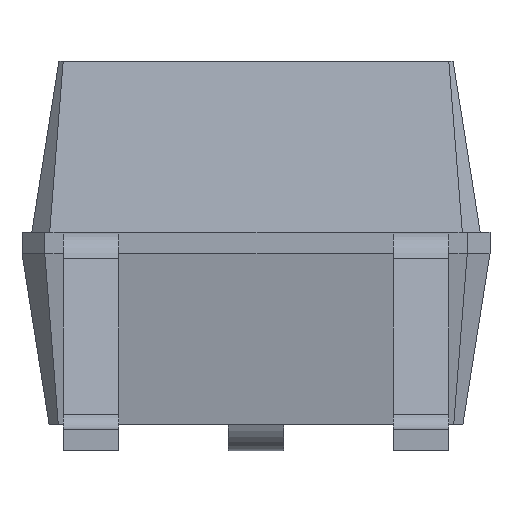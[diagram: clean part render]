
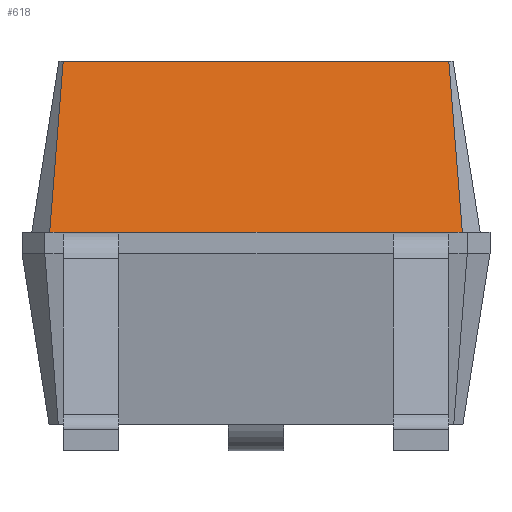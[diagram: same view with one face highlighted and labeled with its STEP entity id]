
A CAD part, left-side view. The second image highlights one B-rep face of the part: STEP entity #618.
In plain terms, the highlighted free-form (B-spline) face has degree [1, 1] with [2, 2] control points.
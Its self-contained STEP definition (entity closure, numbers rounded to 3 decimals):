
#86=VECTOR('',#87,1.);
#87=DIRECTION('',(0.,1.,0.));
#296=VERTEX_POINT('',#297);
#297=CARTESIAN_POINT('',(-2.125,1.588,1.683));
#300=EDGE_CURVE('',#301,#296,#303,.T.);
#301=VERTEX_POINT('',#302);
#302=CARTESIAN_POINT('',(-2.125,1.483,1.683));
#303=LINE('',#304,#86);
#304=CARTESIAN_POINT('',(-2.125,-1.588,1.683));
#611=EDGE_CURVE('',#612,#301,#303,.T.);
#612=VERTEX_POINT('',#613);
#613=CARTESIAN_POINT('',(-2.125,1.058,1.683));
#618=ADVANCED_FACE('',(#619),#647,.F.);
#619=FACE_BOUND('',#620,.F.);
#620=EDGE_LOOP('',(#621,#626,#630,#632,#633,#634,#639,#644));
#621=ORIENTED_EDGE('',*,*,#622,.T.);
#622=EDGE_CURVE('',#623,#624,#303,.T.);
#623=VERTEX_POINT('',#304);
#624=VERTEX_POINT('',#625);
#625=CARTESIAN_POINT('',(-2.125,-1.483,1.683));
#626=ORIENTED_EDGE('',*,*,#627,.T.);
#627=EDGE_CURVE('',#624,#628,#303,.T.);
#628=VERTEX_POINT('',#629);
#629=CARTESIAN_POINT('',(-2.125,-1.058,1.683));
#630=ORIENTED_EDGE('',*,*,#631,.T.);
#631=EDGE_CURVE('',#628,#612,#303,.T.);
#632=ORIENTED_EDGE('',*,*,#611,.T.);
#633=ORIENTED_EDGE('',*,*,#300,.T.);
#634=ORIENTED_EDGE('',*,*,#635,.T.);
#635=EDGE_CURVE('',#296,#636,#638,.T.);
#636=VERTEX_POINT('',#637);
#637=CARTESIAN_POINT('',(-1.916,1.483,3.));
#638=B_SPLINE_CURVE_WITH_KNOTS('',1,(#297,#637),.UNSPECIFIED.,.F.,.F.,(2,2),(0.,1.),.PIECEWISE_BEZIER_KNOTS.);
#639=ORIENTED_EDGE('',*,*,#640,.F.);
#640=EDGE_CURVE('',#641,#636,#643,.T.);
#641=VERTEX_POINT('',#642);
#642=CARTESIAN_POINT('',(-1.916,-1.483,3.));
#643=LINE('',#642,#86);
#644=ORIENTED_EDGE('',*,*,#645,.F.);
#645=EDGE_CURVE('',#623,#641,#646,.T.);
#646=B_SPLINE_CURVE_WITH_KNOTS('',1,(#304,#642),.UNSPECIFIED.,.F.,.F.,(2,2),(0.,1.),.PIECEWISE_BEZIER_KNOTS.);
#647=B_SPLINE_SURFACE_WITH_KNOTS('',1,1,((#304,#642),(#297,#637)),.UNSPECIFIED.,.F.,.F.,.F.,(2,2),(2,2),(0.,3.175),(0.,1.),.PIECEWISE_BEZIER_KNOTS.);
